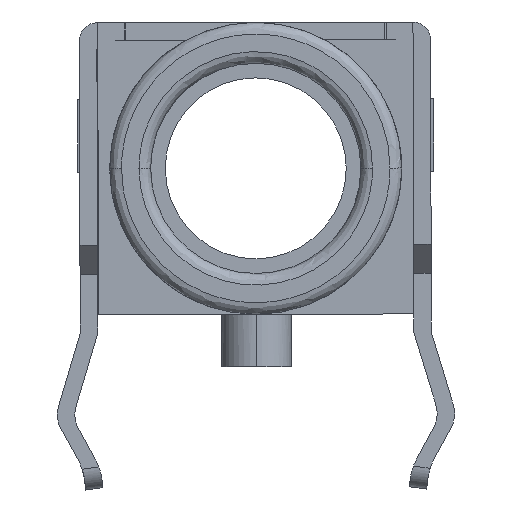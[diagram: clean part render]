
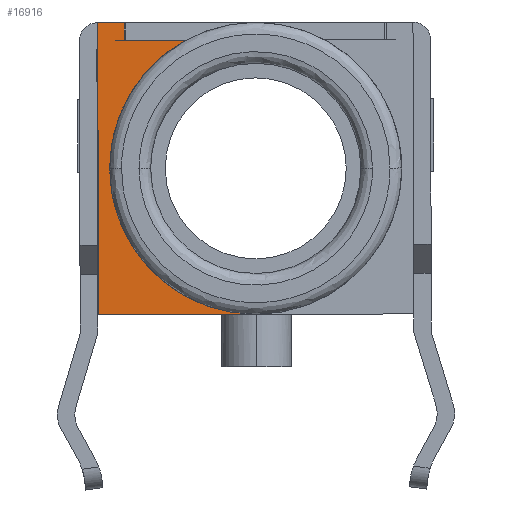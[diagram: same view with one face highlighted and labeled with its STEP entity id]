
A CAD part, front view. The second image highlights one B-rep face of the part: STEP entity #16916.
In plain terms, the highlighted planar face has unit normal (0, -1, 0).
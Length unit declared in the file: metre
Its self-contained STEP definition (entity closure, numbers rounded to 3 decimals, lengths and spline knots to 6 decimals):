
#546 = DIRECTION ( 'NONE',  ( -1., 0., 0. ) ) ;
#663 = EDGE_CURVE ( 'NONE', #2537, #3446, #15494, .T. ) ;
#1019 = AXIS2_PLACEMENT_3D ( 'NONE', #12154, #11978, #6769 ) ;
#1042 = FACE_OUTER_BOUND ( 'NONE', #5900, .T. ) ;
#1563 = AXIS2_PLACEMENT_3D ( 'NONE', #12756, #16891, #4606 ) ;
#1866 = CARTESIAN_POINT ( 'NONE',  ( -0.002243, -0.005992, -0.000808 ) ) ;
#1872 = ORIENTED_EDGE ( 'NONE', *, *, #6455, .T. ) ;
#2238 = CARTESIAN_POINT ( 'NONE',  ( -0.002243, -0.005992, -0.000508 ) ) ;
#2393 = VERTEX_POINT ( 'NONE', #2238 ) ;
#2537 = VERTEX_POINT ( 'NONE', #6641 ) ;
#2857 = VERTEX_POINT ( 'NONE', #1866 ) ;
#2907 = EDGE_CURVE ( 'NONE', #14670, #2857, #14875, .T. ) ;
#3446 = VERTEX_POINT ( 'NONE', #10124 ) ;
#4564 = VECTOR ( 'NONE', #5335, 1. ) ;
#4606 = DIRECTION ( 'NONE',  ( 0., 0., -1. ) ) ;
#5270 = CARTESIAN_POINT ( 'NONE',  ( 0., -0.005992, -0.005508 ) ) ;
#5335 = DIRECTION ( 'NONE',  ( 0., 0., 1. ) ) ;
#5379 = CARTESIAN_POINT ( 'NONE',  ( -0.0027, -0.005992, -0.000508 ) ) ;
#5797 = LINE ( 'NONE', #6500, #4564 ) ;
#5900 = EDGE_LOOP ( 'NONE', ( #17310, #17528, #12222, #1872, #13332, #16871 ) ) ;
#6041 = LINE ( 'NONE', #12762, #6683 ) ;
#6455 = EDGE_CURVE ( 'NONE', #2857, #2393, #6041, .T. ) ;
#6500 = CARTESIAN_POINT ( 'NONE',  ( -0.0027, -0.005992, -0.003008 ) ) ;
#6641 = CARTESIAN_POINT ( 'NONE',  ( -0.0027, -0.005992, -0.005508 ) ) ;
#6683 = VECTOR ( 'NONE', #16969, 1. ) ;
#6769 = DIRECTION ( 'NONE',  ( 0., 0., -1. ) ) ;
#6973 = EDGE_CURVE ( 'NONE', #14670, #3446, #9618, .T. ) ;
#7237 = PLANE ( 'NONE',  #1563 ) ;
#7636 = VERTEX_POINT ( 'NONE', #5379 ) ;
#8338 = DIRECTION ( 'NONE',  ( 1., 0., 0. ) ) ;
#8824 = VECTOR ( 'NONE', #8338, 1. ) ;
#9618 = CIRCLE ( 'NONE', #1019, 0.0025 ) ;
#9663 = CARTESIAN_POINT ( 'NONE',  ( -0.00135, -0.005992, -0.000508 ) ) ;
#10124 = CARTESIAN_POINT ( 'NONE',  ( 0., -0.005992, -0.005508 ) ) ;
#11601 = VECTOR ( 'NONE', #14891, 1. ) ;
#11978 = DIRECTION ( 'NONE',  ( 0., -1., 0. ) ) ;
#12070 = VECTOR ( 'NONE', #546, 1. ) ;
#12154 = CARTESIAN_POINT ( 'NONE',  ( 0., -0.005992, -0.003008 ) ) ;
#12222 = ORIENTED_EDGE ( 'NONE', *, *, #2907, .T. ) ;
#12756 = CARTESIAN_POINT ( 'NONE',  ( 0., -0.005992, -0.003008 ) ) ;
#12762 = CARTESIAN_POINT ( 'NONE',  ( -0.002243, -0.005992, -0.003008 ) ) ;
#13332 = ORIENTED_EDGE ( 'NONE', *, *, #17409, .F. ) ;
#13492 = CARTESIAN_POINT ( 'NONE',  ( -0.001187, -0.005992, -0.000808 ) ) ;
#14117 = CARTESIAN_POINT ( 'NONE',  ( 0., -0.005992, -0.000808 ) ) ;
#14670 = VERTEX_POINT ( 'NONE', #13492 ) ;
#14708 = EDGE_CURVE ( 'NONE', #2537, #7636, #5797, .T. ) ;
#14875 = LINE ( 'NONE', #14117, #12070 ) ;
#14891 = DIRECTION ( 'NONE',  ( 1., 0., 0. ) ) ;
#15494 = LINE ( 'NONE', #5270, #11601 ) ;
#16592 = LINE ( 'NONE', #9663, #8824 ) ;
#16871 = ORIENTED_EDGE ( 'NONE', *, *, #14708, .F. ) ;
#16891 = DIRECTION ( 'NONE',  ( 0., -1., 0. ) ) ;
#16916 = ADVANCED_FACE ( 'NONE', ( #1042 ), #7237, .T. ) ;
#16969 = DIRECTION ( 'NONE',  ( 0., 0., 1. ) ) ;
#17310 = ORIENTED_EDGE ( 'NONE', *, *, #663, .T. ) ;
#17409 = EDGE_CURVE ( 'NONE', #7636, #2393, #16592, .T. ) ;
#17528 = ORIENTED_EDGE ( 'NONE', *, *, #6973, .F. ) ;
